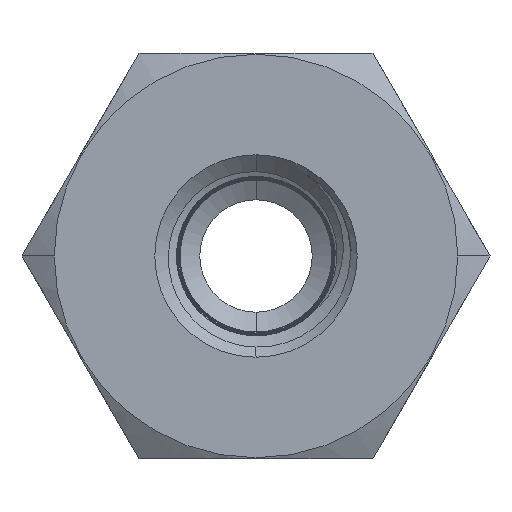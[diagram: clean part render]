
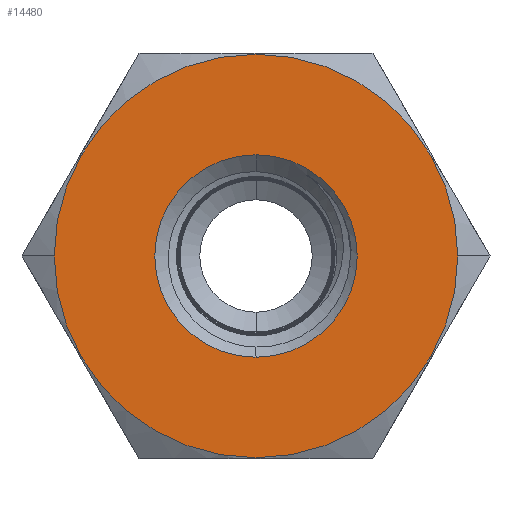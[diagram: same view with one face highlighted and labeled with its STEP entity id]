
A CAD part, left-side view. The second image highlights one B-rep face of the part: STEP entity #14480.
In plain terms, the highlighted planar face has unit normal (-1, 0, 0).
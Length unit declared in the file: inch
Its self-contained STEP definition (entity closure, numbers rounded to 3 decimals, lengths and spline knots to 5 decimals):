
#415 = DIRECTION ( 'NONE',  ( 0., 0., 1. ) ) ;
#1045 = CARTESIAN_POINT ( 'NONE',  ( -1.25, 0., 0. ) ) ;
#1448 = DIRECTION ( 'NONE',  ( 1., 0., 0. ) ) ;
#1462 = CARTESIAN_POINT ( 'NONE',  ( -1.25, 0., 0. ) ) ;
#1559 = DIRECTION ( 'NONE',  ( 0., 1., 0. ) ) ;
#1919 = EDGE_LOOP ( 'NONE', ( #4320, #11053 ) ) ;
#2300 = ORIENTED_EDGE ( 'NONE', *, *, #5700, .F. ) ;
#2356 = DIRECTION ( 'NONE',  ( 0., 0., 1. ) ) ;
#2462 = AXIS2_PLACEMENT_3D ( 'NONE', #2672, #4973, #1559 ) ;
#2672 = CARTESIAN_POINT ( 'NONE',  ( -1.25, 0., 0. ) ) ;
#2856 = DIRECTION ( 'NONE',  ( -1., 0., 0. ) ) ;
#3098 = EDGE_CURVE ( 'NONE', #9326, #8203, #5837, .T. ) ;
#3134 = VERTEX_POINT ( 'NONE', #11398 ) ;
#3403 = DIRECTION ( 'NONE',  ( -1., 0., 0. ) ) ;
#3493 = CARTESIAN_POINT ( 'NONE',  ( -1.25, 0., -0.281 ) ) ;
#3902 = AXIS2_PLACEMENT_3D ( 'NONE', #11803, #1448, #8412 ) ;
#4046 = PLANE ( 'NONE',  #12330 ) ;
#4320 = ORIENTED_EDGE ( 'NONE', *, *, #14212, .F. ) ;
#4380 = EDGE_LOOP ( 'NONE', ( #2300, #13741 ) ) ;
#4973 = DIRECTION ( 'NONE',  ( 1., 0., 0. ) ) ;
#5700 = EDGE_CURVE ( 'NONE', #8203, #9326, #6341, .T. ) ;
#5837 = CIRCLE ( 'NONE', #13969, 0.281 ) ;
#6271 = CARTESIAN_POINT ( 'NONE',  ( -1.25, -0.56, 0. ) ) ;
#6341 = CIRCLE ( 'NONE', #8755, 0.281 ) ;
#6345 = CARTESIAN_POINT ( 'NONE',  ( -1.25, 0., 0. ) ) ;
#7071 = FACE_OUTER_BOUND ( 'NONE', #1919, .T. ) ;
#7390 = DIRECTION ( 'NONE',  ( 0., -1., 0. ) ) ;
#7589 = CIRCLE ( 'NONE', #3902, 0.56 ) ;
#8203 = VERTEX_POINT ( 'NONE', #9181 ) ;
#8412 = DIRECTION ( 'NONE',  ( 0., 1., 0. ) ) ;
#8452 = VERTEX_POINT ( 'NONE', #6271 ) ;
#8755 = AXIS2_PLACEMENT_3D ( 'NONE', #1462, #9477, #415 ) ;
#9181 = CARTESIAN_POINT ( 'NONE',  ( -1.25, 0., 0.281 ) ) ;
#9326 = VERTEX_POINT ( 'NONE', #3493 ) ;
#9477 = DIRECTION ( 'NONE',  ( -1., 0., 0. ) ) ;
#10505 = EDGE_CURVE ( 'NONE', #8452, #3134, #13566, .T. ) ;
#11053 = ORIENTED_EDGE ( 'NONE', *, *, #10505, .F. ) ;
#11398 = CARTESIAN_POINT ( 'NONE',  ( -1.25, 0.56, 0. ) ) ;
#11803 = CARTESIAN_POINT ( 'NONE',  ( -1.25, 0., 0. ) ) ;
#12330 = AXIS2_PLACEMENT_3D ( 'NONE', #6345, #2856, #7390 ) ;
#12977 = FACE_BOUND ( 'NONE', #4380, .T. ) ;
#13566 = CIRCLE ( 'NONE', #2462, 0.56 ) ;
#13741 = ORIENTED_EDGE ( 'NONE', *, *, #3098, .F. ) ;
#13969 = AXIS2_PLACEMENT_3D ( 'NONE', #1045, #3403, #2356 ) ;
#14212 = EDGE_CURVE ( 'NONE', #3134, #8452, #7589, .T. ) ;
#14480 = ADVANCED_FACE ( 'NONE', ( #7071, #12977 ), #4046, .T. ) ;
